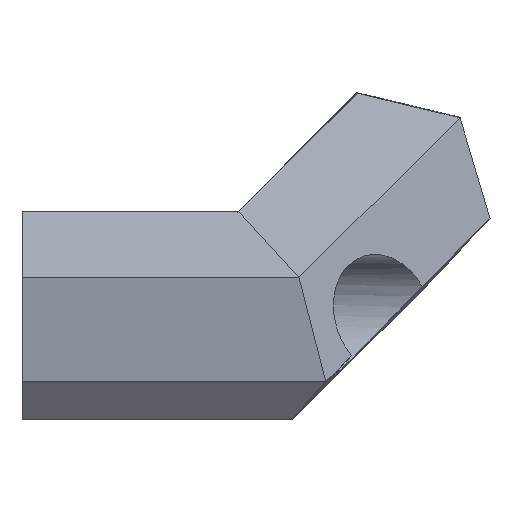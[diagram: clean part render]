
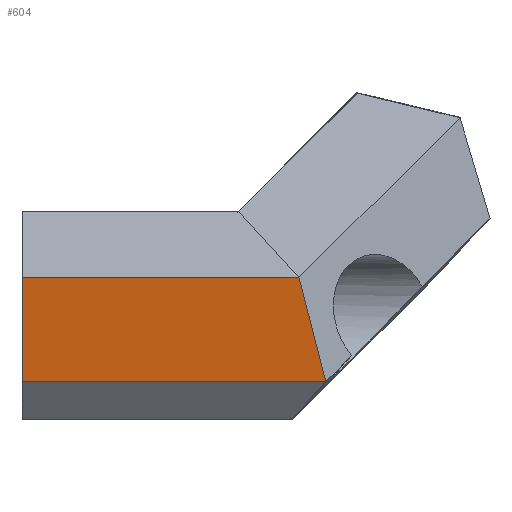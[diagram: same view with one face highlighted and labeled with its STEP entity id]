
A CAD part, front view. The second image highlights one B-rep face of the part: STEP entity #604.
In plain terms, the highlighted planar face has unit normal (0, -0.988, -0.154).
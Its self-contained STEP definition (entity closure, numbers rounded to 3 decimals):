
#38=LINE('',#944,#110);
#39=LINE('',#946,#111);
#40=LINE('',#948,#112);
#41=LINE('',#949,#113);
#110=VECTOR('',#766,10.);
#111=VECTOR('',#769,10.);
#112=VECTOR('',#770,10.);
#113=VECTOR('',#771,10.);
#184=FACE_OUTER_BOUND('',#224,.T.);
#224=EDGE_LOOP('',(#440,#441,#442,#443));
#275=VERTEX_POINT('',#915);
#285=VERTEX_POINT('',#940);
#286=VERTEX_POINT('',#942);
#287=VERTEX_POINT('',#947);
#342=EDGE_CURVE('',#285,#286,#38,.T.);
#343=EDGE_CURVE('',#275,#285,#39,.T.);
#344=EDGE_CURVE('',#287,#286,#40,.T.);
#345=EDGE_CURVE('',#275,#287,#41,.T.);
#440=ORIENTED_EDGE('',*,*,#343,.T.);
#441=ORIENTED_EDGE('',*,*,#342,.T.);
#442=ORIENTED_EDGE('',*,*,#344,.F.);
#443=ORIENTED_EDGE('',*,*,#345,.F.);
#566=PLANE('',#668);
#604=ADVANCED_FACE('',(#184),#566,.T.);
#668=AXIS2_PLACEMENT_3D('',#945,#767,#768);
#766=DIRECTION('',(-1.,0.,0.));
#767=DIRECTION('center_axis',(0.,-0.988,-0.154));
#768=DIRECTION('ref_axis',(-0.247,-0.149,0.958));
#769=DIRECTION('',(-0.247,-0.149,0.958));
#770=DIRECTION('',(0.,-0.154,0.988));
#771=DIRECTION('',(-1.,0.,0.));
#915=CARTESIAN_POINT('',(298.458,32.208,-14.96));
#940=CARTESIAN_POINT('',(296.254,30.872,-6.404));
#942=CARTESIAN_POINT('',(273.485,30.872,-6.404));
#944=CARTESIAN_POINT('',(296.254,30.872,-6.404));
#945=CARTESIAN_POINT('Origin',(298.458,32.208,-14.96));
#946=CARTESIAN_POINT('',(296.972,31.307,-9.192));
#947=CARTESIAN_POINT('',(273.485,32.208,-14.96));
#948=CARTESIAN_POINT('',(273.485,31.874,-12.821));
#949=CARTESIAN_POINT('',(298.458,32.208,-14.96));
